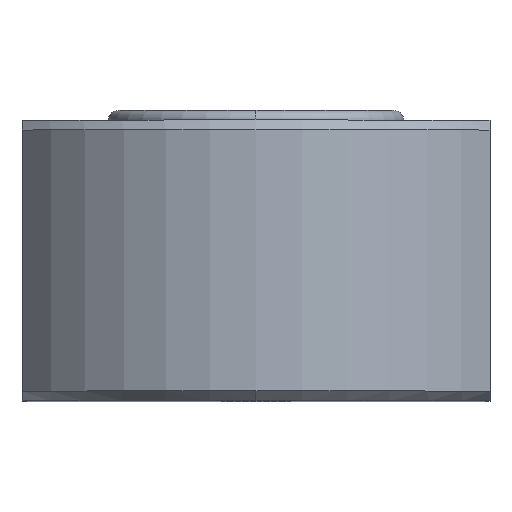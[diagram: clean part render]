
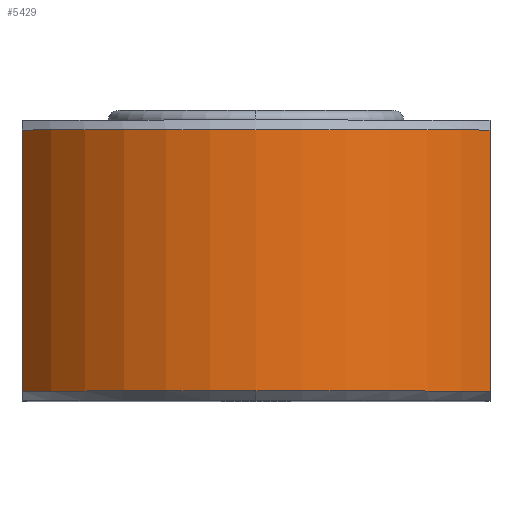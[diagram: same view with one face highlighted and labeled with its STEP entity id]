
A CAD part, top view. The second image highlights one B-rep face of the part: STEP entity #5429.
In plain terms, the highlighted cylindrical face has radius 57.5 mm (diameter 115 mm), a partial arc.
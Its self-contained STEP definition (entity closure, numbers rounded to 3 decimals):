
#330 = VECTOR ( 'NONE', #11607, 1000. ) ;
#419 = DIRECTION ( 'NONE',  ( 0., 0., 1. ) ) ;
#587 = EDGE_CURVE ( 'NONE', #10208, #4465, #2497, .T. ) ;
#1089 = AXIS2_PLACEMENT_3D ( 'NONE', #10257, #4796, #11179 ) ;
#1413 = AXIS2_PLACEMENT_3D ( 'NONE', #11392, #5919, #419 ) ;
#2065 = VECTOR ( 'NONE', #6694, 1000. ) ;
#2161 = AXIS2_PLACEMENT_3D ( 'NONE', #11265, #5812, #3020 ) ;
#2334 = AXIS2_PLACEMENT_3D ( 'NONE', #9131, #3650, #10043 ) ;
#2497 = LINE ( 'NONE', #3288, #330 ) ;
#3020 = DIRECTION ( 'NONE',  ( 0., 0., -1. ) ) ;
#3172 = EDGE_LOOP ( 'NONE', ( #5668, #4201, #11855, #3882, #3657 ) ) ;
#3288 = CARTESIAN_POINT ( 'NONE',  ( 47.5, 57., 32.404 ) ) ;
#3354 = CIRCLE ( 'NONE', #1089, 57.5 ) ;
#3650 = DIRECTION ( 'NONE',  ( 0., -1., 0. ) ) ;
#3657 = ORIENTED_EDGE ( 'NONE', *, *, #5890, .T. ) ;
#3661 = EDGE_CURVE ( 'NONE', #4469, #8764, #3354, .T. ) ;
#3882 = ORIENTED_EDGE ( 'NONE', *, *, #587, .F. ) ;
#3938 = CARTESIAN_POINT ( 'NONE',  ( -47.5, 57., 32.404 ) ) ;
#4201 = ORIENTED_EDGE ( 'NONE', *, *, #3661, .T. ) ;
#4217 = LINE ( 'NONE', #3938, #2065 ) ;
#4282 = EDGE_CURVE ( 'NONE', #11494, #4469, #4217, .T. ) ;
#4465 = VERTEX_POINT ( 'NONE', #5192 ) ;
#4469 = VERTEX_POINT ( 'NONE', #9743 ) ;
#4690 = CIRCLE ( 'NONE', #2334, 57.5 ) ;
#4796 = DIRECTION ( 'NONE',  ( 0., 1., 0. ) ) ;
#4880 = CARTESIAN_POINT ( 'NONE',  ( 0., 2., 57.5 ) ) ;
#5192 = CARTESIAN_POINT ( 'NONE',  ( 47.5, 2., 32.404 ) ) ;
#5281 = CYLINDRICAL_SURFACE ( 'NONE', #2161, 57.5 ) ;
#5429 = ADVANCED_FACE ( 'NONE', ( #9686 ), #5281, .T. ) ;
#5668 = ORIENTED_EDGE ( 'NONE', *, *, #4282, .T. ) ;
#5812 = DIRECTION ( 'NONE',  ( 0., -1., 0. ) ) ;
#5890 = EDGE_CURVE ( 'NONE', #10208, #11494, #4690, .T. ) ;
#5919 = DIRECTION ( 'NONE',  ( 0., 1., 0. ) ) ;
#6217 = CARTESIAN_POINT ( 'NONE',  ( -47.5, 55., 32.404 ) ) ;
#6694 = DIRECTION ( 'NONE',  ( 0., -1., 0. ) ) ;
#7312 = CARTESIAN_POINT ( 'NONE',  ( 47.5, 55., 32.404 ) ) ;
#7333 = EDGE_CURVE ( 'NONE', #8764, #4465, #10224, .T. ) ;
#8764 = VERTEX_POINT ( 'NONE', #4880 ) ;
#9131 = CARTESIAN_POINT ( 'NONE',  ( 0., 55., 0. ) ) ;
#9686 = FACE_OUTER_BOUND ( 'NONE', #3172, .T. ) ;
#9743 = CARTESIAN_POINT ( 'NONE',  ( -47.5, 2., 32.404 ) ) ;
#10043 = DIRECTION ( 'NONE',  ( 0., 0., 1. ) ) ;
#10208 = VERTEX_POINT ( 'NONE', #7312 ) ;
#10224 = CIRCLE ( 'NONE', #1413, 57.5 ) ;
#10257 = CARTESIAN_POINT ( 'NONE',  ( 0., 2., 0. ) ) ;
#11179 = DIRECTION ( 'NONE',  ( 0., 0., 1. ) ) ;
#11265 = CARTESIAN_POINT ( 'NONE',  ( 0., 57., 0. ) ) ;
#11392 = CARTESIAN_POINT ( 'NONE',  ( 0., 2., 0. ) ) ;
#11494 = VERTEX_POINT ( 'NONE', #6217 ) ;
#11607 = DIRECTION ( 'NONE',  ( 0., -1., 0. ) ) ;
#11855 = ORIENTED_EDGE ( 'NONE', *, *, #7333, .T. ) ;
